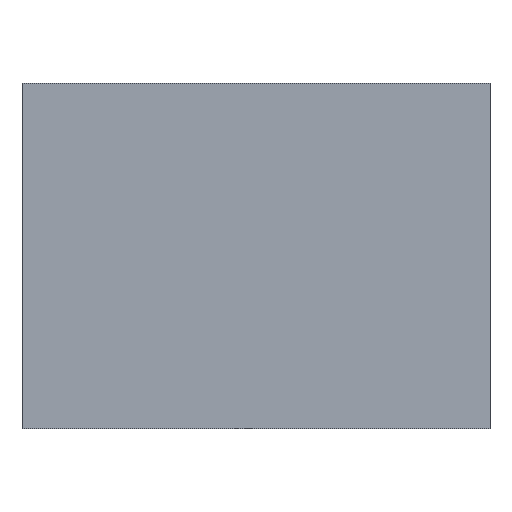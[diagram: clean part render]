
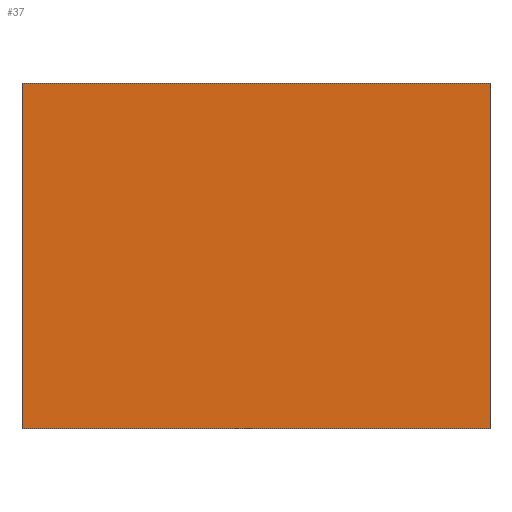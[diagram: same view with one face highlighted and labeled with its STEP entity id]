
A CAD part, front view. The second image highlights one B-rep face of the part: STEP entity #37.
In plain terms, the highlighted planar face has unit normal (0, -1, 0).
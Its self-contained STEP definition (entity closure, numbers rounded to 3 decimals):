
#11 = ORIENTED_EDGE ( 'NONE', *, *, #41, .F. ) ;
#12 = EDGE_CURVE ( 'NONE', #19, #24, #139, .T. ) ;
#13 = EDGE_CURVE ( 'NONE', #19, #59, #135, .T. ) ;
#19 = VERTEX_POINT ( 'NONE', #113 ) ;
#22 = ORIENTED_EDGE ( 'NONE', *, *, #44, .F. ) ;
#24 = VERTEX_POINT ( 'NONE', #115 ) ;
#37 = ADVANCED_FACE ( 'NONE', ( #189 ), #188, .F. ) ;
#41 = EDGE_CURVE ( 'NONE', #54, #59, #101, .T. ) ;
#44 = EDGE_CURVE ( 'NONE', #24, #54, #87, .T. ) ;
#51 = EDGE_LOOP ( 'NONE', ( #62, #63, #11, #22 ) ) ;
#54 = VERTEX_POINT ( 'NONE', #73 ) ;
#59 = VERTEX_POINT ( 'NONE', #72 ) ;
#62 = ORIENTED_EDGE ( 'NONE', *, *, #12, .F. ) ;
#63 = ORIENTED_EDGE ( 'NONE', *, *, #13, .T. ) ;
#72 = CARTESIAN_POINT ( 'NONE',  ( -1250., 0., -425.5 ) ) ;
#73 = CARTESIAN_POINT ( 'NONE',  ( -1250., 0., -625. ) ) ;
#84 = DIRECTION ( 'NONE',  ( -1., 0., 0. ) ) ;
#85 = VECTOR ( 'NONE', #84, 1000. ) ;
#86 = CARTESIAN_POINT ( 'NONE',  ( -1250., 0., -625. ) ) ;
#87 = LINE ( 'NONE', #86, #85 ) ;
#98 = DIRECTION ( 'NONE',  ( 0., 0., 1. ) ) ;
#99 = VECTOR ( 'NONE', #98, 1000. ) ;
#100 = CARTESIAN_POINT ( 'NONE',  ( -1250., 0., -625. ) ) ;
#101 = LINE ( 'NONE', #100, #99 ) ;
#113 = CARTESIAN_POINT ( 'NONE',  ( -979.8, 0., -425.5 ) ) ;
#115 = CARTESIAN_POINT ( 'NONE',  ( -979.8, 0., -625. ) ) ;
#132 = DIRECTION ( 'NONE',  ( -1., 0., 0. ) ) ;
#133 = VECTOR ( 'NONE', #132, 1000. ) ;
#134 = CARTESIAN_POINT ( 'NONE',  ( -1350., 0., -425.5 ) ) ;
#135 = LINE ( 'NONE', #134, #133 ) ;
#136 = DIRECTION ( 'NONE',  ( 0., 0., -1. ) ) ;
#137 = VECTOR ( 'NONE', #136, 1000. ) ;
#138 = CARTESIAN_POINT ( 'NONE',  ( -979.8, 0., 625. ) ) ;
#139 = LINE ( 'NONE', #138, #137 ) ;
#182 = DIRECTION ( 'NONE',  ( 0., 0., 1. ) ) ;
#183 = DIRECTION ( 'NONE',  ( 0., 1., 0. ) ) ;
#184 = AXIS2_PLACEMENT_3D ( 'NONE', #187, #183, #182 ) ;
#187 = CARTESIAN_POINT ( 'NONE',  ( -1250., 0., 625. ) ) ;
#188 = PLANE ( 'NONE',  #184 ) ;
#189 = FACE_OUTER_BOUND ( 'NONE', #51, .T. ) ;
